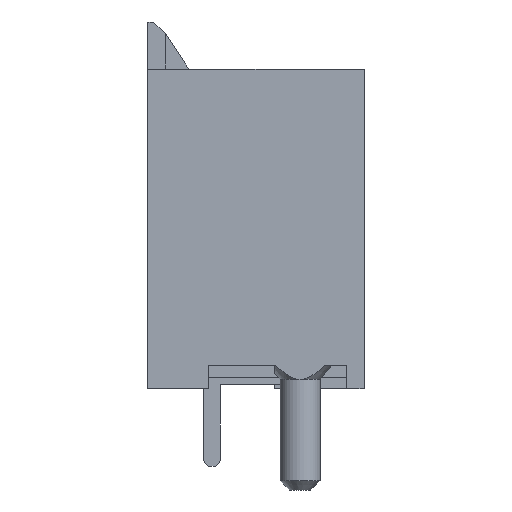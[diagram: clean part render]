
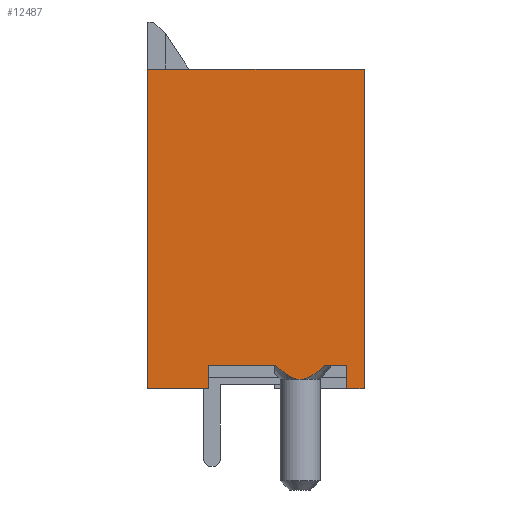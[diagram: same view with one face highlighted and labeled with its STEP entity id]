
A CAD part, left-side view. The second image highlights one B-rep face of the part: STEP entity #12487.
In plain terms, the highlighted planar face has unit normal (-1, 0, 0).
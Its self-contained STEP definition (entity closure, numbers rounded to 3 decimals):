
#26=B_SPLINE_CURVE_WITH_KNOTS('',3,(#17371,#17372,#17373,#17374,#17375,
#17376,#17377,#17378,#17379),.UNSPECIFIED.,.F.,.F.,(4,1,1,1,1,1,4),(0.,
0.25,0.375,0.5,0.625,0.75,1.),.UNSPECIFIED.);
#27=B_SPLINE_CURVE_WITH_KNOTS('',3,(#17381,#17382,#17383,#17384,#17385,
#17386,#17387,#17388,#17389),.UNSPECIFIED.,.F.,.F.,(4,1,1,1,1,1,4),(0.,
0.25,0.375,0.5,0.625,0.75,1.),.UNSPECIFIED.);
#1569=ORIENTED_EDGE('',*,*,#3881,.T.);
#1570=ORIENTED_EDGE('',*,*,#3882,.T.);
#1571=ORIENTED_EDGE('',*,*,#3883,.T.);
#1572=ORIENTED_EDGE('',*,*,#3884,.T.);
#1573=ORIENTED_EDGE('',*,*,#3885,.T.);
#1574=ORIENTED_EDGE('',*,*,#3886,.F.);
#1575=ORIENTED_EDGE('',*,*,#3790,.T.);
#1576=ORIENTED_EDGE('',*,*,#3731,.T.);
#1577=ORIENTED_EDGE('',*,*,#3710,.F.);
#1578=ORIENTED_EDGE('',*,*,#3879,.F.);
#1579=ORIENTED_EDGE('',*,*,#3887,.T.);
#3710=EDGE_CURVE('',#5018,#5019,#6049,.T.);
#3731=EDGE_CURVE('',#5033,#5019,#6066,.T.);
#3790=EDGE_CURVE('',#5071,#5033,#6125,.T.);
#3879=EDGE_CURVE('',#5111,#5018,#6214,.T.);
#3881=EDGE_CURVE('',#5112,#5113,#6216,.T.);
#3882=EDGE_CURVE('',#5113,#5114,#26,.T.);
#3883=EDGE_CURVE('',#5114,#5115,#27,.T.);
#3884=EDGE_CURVE('',#5115,#5116,#6217,.T.);
#3885=EDGE_CURVE('',#5116,#5117,#6218,.T.);
#3886=EDGE_CURVE('',#5071,#5117,#6219,.T.);
#3887=EDGE_CURVE('',#5111,#5112,#6220,.T.);
#5018=VERTEX_POINT('',#17029);
#5019=VERTEX_POINT('',#17031);
#5033=VERTEX_POINT('',#17071);
#5071=VERTEX_POINT('',#17177);
#5111=VERTEX_POINT('',#17364);
#5112=VERTEX_POINT('',#17369);
#5113=VERTEX_POINT('',#17370);
#5114=VERTEX_POINT('',#17380);
#5115=VERTEX_POINT('',#17390);
#5116=VERTEX_POINT('',#17392);
#5117=VERTEX_POINT('',#17394);
#6049=LINE('',#17030,#7173);
#6066=LINE('',#17070,#7190);
#6125=LINE('',#17176,#7249);
#6214=LINE('',#17365,#7338);
#6216=LINE('',#17368,#7340);
#6217=LINE('',#17391,#7341);
#6218=LINE('',#17393,#7342);
#6219=LINE('',#17395,#7343);
#6220=LINE('',#17396,#7344);
#7173=VECTOR('',#14162,1000.);
#7190=VECTOR('',#14197,1000.);
#7249=VECTOR('',#14274,1000.);
#7338=VECTOR('',#14481,1000.);
#7340=VECTOR('',#14485,1000.);
#7341=VECTOR('',#14486,1000.);
#7342=VECTOR('',#14487,1000.);
#7343=VECTOR('',#14488,1000.);
#7344=VECTOR('',#14489,1000.);
#8018=EDGE_LOOP('',(#1569,#1570,#1571,#1572,#1573,#1574,#1575,#1576,#1577,
#1578,#1579));
#8491=FACE_BOUND('',#8018,.T.);
#8948=PLANE('',#12961);
#12487=ADVANCED_FACE('',(#8491),#8948,.F.);
#12961=AXIS2_PLACEMENT_3D('',#17367,#14483,#14484);
#14162=DIRECTION('',(0.,-1.,0.));
#14197=DIRECTION('',(0.,0.,1.));
#14274=DIRECTION('',(0.,-1.,0.));
#14481=DIRECTION('',(0.,0.,1.));
#14483=DIRECTION('',(1.,0.,0.));
#14484=DIRECTION('',(0.,0.,-1.));
#14485=DIRECTION('',(0.,0.,-1.));
#14486=DIRECTION('',(0.,0.,-1.));
#14487=DIRECTION('',(0.,1.,0.));
#14488=DIRECTION('',(0.,0.,1.));
#14489=DIRECTION('',(0.,-1.,0.));
#17029=CARTESIAN_POINT('',(-9.65,13.6,4.6));
#17030=CARTESIAN_POINT('',(-9.65,13.6,4.6));
#17031=CARTESIAN_POINT('',(-9.65,0.,4.6));
#17070=CARTESIAN_POINT('',(-9.65,0.,-4.6));
#17071=CARTESIAN_POINT('',(-9.65,0.,-4.6));
#17176=CARTESIAN_POINT('',(-9.65,13.6,-4.6));
#17177=CARTESIAN_POINT('',(-9.65,13.6,-4.6));
#17364=CARTESIAN_POINT('',(-9.65,13.6,2.));
#17365=CARTESIAN_POINT('',(-9.65,13.6,-4.6));
#17367=CARTESIAN_POINT('',(-9.65,13.6,-4.6));
#17368=CARTESIAN_POINT('',(-9.65,12.6,-0.8));
#17369=CARTESIAN_POINT('',(-9.65,12.6,2.));
#17370=CARTESIAN_POINT('',(-9.65,12.6,-0.826));
#17371=CARTESIAN_POINT('',(-9.65,12.6,-0.826));
#17372=CARTESIAN_POINT('',(-9.65,12.684,-0.916));
#17373=CARTESIAN_POINT('',(-9.65,12.793,-1.04));
#17374=CARTESIAN_POINT('',(-9.65,12.916,-1.197));
#17375=CARTESIAN_POINT('',(-9.65,12.976,-1.277));
#17376=CARTESIAN_POINT('',(-9.65,13.087,-1.457));
#17377=CARTESIAN_POINT('',(-9.65,13.171,-1.648));
#17378=CARTESIAN_POINT('',(-9.65,13.2,-1.788));
#17379=CARTESIAN_POINT('',(-9.65,13.2,-1.875));
#17380=CARTESIAN_POINT('',(-9.65,13.2,-1.875));
#17381=CARTESIAN_POINT('',(-9.65,13.2,-1.875));
#17382=CARTESIAN_POINT('',(-9.65,13.2,-1.96));
#17383=CARTESIAN_POINT('',(-9.65,13.172,-2.098));
#17384=CARTESIAN_POINT('',(-9.65,13.089,-2.288));
#17385=CARTESIAN_POINT('',(-9.65,12.982,-2.464));
#17386=CARTESIAN_POINT('',(-9.65,12.922,-2.546));
#17387=CARTESIAN_POINT('',(-9.65,12.798,-2.705));
#17388=CARTESIAN_POINT('',(-9.65,12.686,-2.831));
#17389=CARTESIAN_POINT('',(-9.65,12.6,-2.924));
#17390=CARTESIAN_POINT('',(-9.65,12.6,-2.924));
#17391=CARTESIAN_POINT('',(-9.65,12.6,-0.8));
#17392=CARTESIAN_POINT('',(-9.65,12.6,-3.85));
#17393=CARTESIAN_POINT('',(-9.65,12.6,-3.85));
#17394=CARTESIAN_POINT('',(-9.65,13.6,-3.85));
#17395=CARTESIAN_POINT('',(-9.65,13.6,-4.6));
#17396=CARTESIAN_POINT('',(-9.65,12.6,2.));
